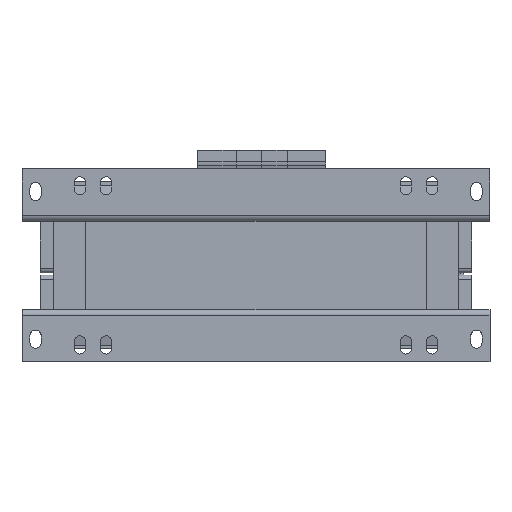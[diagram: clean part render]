
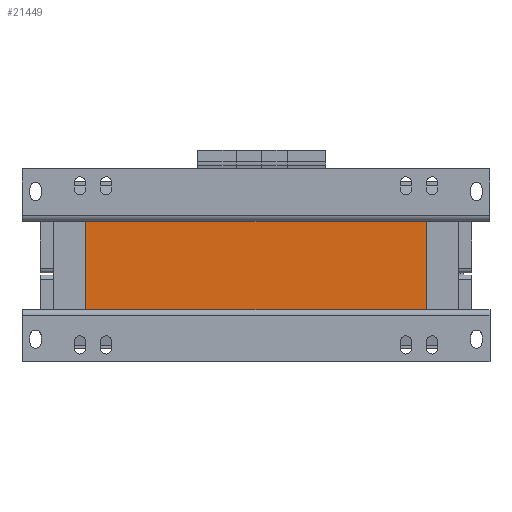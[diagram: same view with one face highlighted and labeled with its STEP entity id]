
A CAD part, front view. The second image highlights one B-rep face of the part: STEP entity #21449.
In plain terms, the highlighted planar face has unit normal (0, -1, 0).
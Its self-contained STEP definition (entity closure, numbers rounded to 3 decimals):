
#34 = ORIENTED_EDGE ( 'NONE', *, *, #18879, .T. ) ;
#266 = CARTESIAN_POINT ( 'NONE',  ( 150., -150.001, 39. ) ) ;
#2907 = VERTEX_POINT ( 'NONE', #21506 ) ;
#3609 = ORIENTED_EDGE ( 'NONE', *, *, #21201, .T. ) ;
#4262 = AXIS2_PLACEMENT_3D ( 'NONE', #9345, #21018, #15865 ) ;
#4701 = CARTESIAN_POINT ( 'NONE',  ( -150., -150.001, -39. ) ) ;
#4768 = EDGE_CURVE ( 'Defeature ausgef�hrt2_458+Defeature ausgef�hrt2_454+Defeature ausgef�hrt2_506+Defeature ausgef�hrt2_507', #16128, #2907, #16194, .T. ) ;
#5099 = CARTESIAN_POINT ( 'NONE',  ( -150., -150.001, -39. ) ) ;
#5444 = DIRECTION ( 'NONE',  ( 0., 0., -1. ) ) ;
#6208 = LINE ( 'NONE', #5099, #11743 ) ;
#8955 = EDGE_LOOP ( 'NONE', ( #3609, #10870, #21943, #34 ) ) ;
#9345 = CARTESIAN_POINT ( 'NONE',  ( -150., -150.001, 39. ) ) ;
#9991 = VECTOR ( 'NONE', #13974, 1000. ) ;
#10811 = PLANE ( 'NONE',  #4262 ) ;
#10870 = ORIENTED_EDGE ( 'NONE', *, *, #4768, .F. ) ;
#11185 = FACE_OUTER_BOUND ( 'NONE', #8955, .T. ) ;
#11743 = VECTOR ( 'NONE', #18600, 1000. ) ;
#11919 = VERTEX_POINT ( 'NONE', #4701 ) ;
#12141 = CARTESIAN_POINT ( 'NONE',  ( 150., -150.001, 39. ) ) ;
#13094 = CARTESIAN_POINT ( 'NONE',  ( -150., -150.001, 39. ) ) ;
#13114 = VECTOR ( 'NONE', #16518, 1000. ) ;
#13138 = EDGE_CURVE ( 'Defeature ausgef�hrt2_497+Defeature ausgef�hrt2_454+Defeature ausgef�hrt2_505+Defeature ausgef�hrt2_506', #14398, #16128, #18502, .T. ) ;
#13549 = VECTOR ( 'NONE', #5444, 1000. ) ;
#13617 = CARTESIAN_POINT ( 'NONE',  ( -150., -150.001, 39. ) ) ;
#13974 = DIRECTION ( 'NONE',  ( 1., 0., 0. ) ) ;
#14398 = VERTEX_POINT ( 'NONE', #17164 ) ;
#15249 = LINE ( 'NONE', #13094, #13114 ) ;
#15865 = DIRECTION ( 'NONE',  ( 0., 0., 1. ) ) ;
#16128 = VERTEX_POINT ( 'NONE', #266 ) ;
#16194 = LINE ( 'NONE', #12141, #13549 ) ;
#16518 = DIRECTION ( 'NONE',  ( 0., 0., -1. ) ) ;
#17164 = CARTESIAN_POINT ( 'NONE',  ( -150., -150., 39. ) ) ;
#18502 = LINE ( 'NONE', #13617, #9991 ) ;
#18600 = DIRECTION ( 'NONE',  ( 1., 0., 0. ) ) ;
#18879 = EDGE_CURVE ( 'Defeature ausgef�hrt2_454+Defeature ausgef�hrt2_459+Defeature ausgef�hrt2_497+Defeature ausgef�hrt2_516', #14398, #11919, #15249, .T. ) ;
#21018 = DIRECTION ( 'NONE',  ( 0., 1., 0. ) ) ;
#21201 = EDGE_CURVE ( 'Defeature ausgef�hrt2_454+Defeature ausgef�hrt2_516+Defeature ausgef�hrt2_459+Defeature ausgef�hrt2_458', #11919, #2907, #6208, .T. ) ;
#21449 = ADVANCED_FACE ( 'Defeature ausgef�hrt2_454', ( #11185 ), #10811, .F. ) ;
#21506 = CARTESIAN_POINT ( 'NONE',  ( 150., -150.001, -39. ) ) ;
#21943 = ORIENTED_EDGE ( 'NONE', *, *, #13138, .F. ) ;
